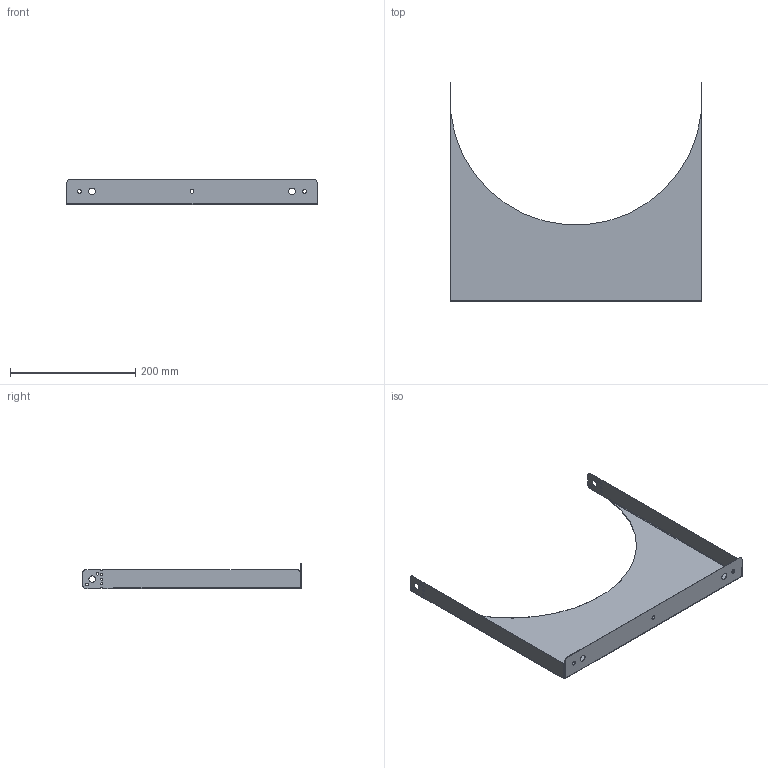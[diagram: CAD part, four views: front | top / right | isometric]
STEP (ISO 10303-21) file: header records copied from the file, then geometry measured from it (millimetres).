
FILE_DESCRIPTION((''),'2;1');
FILE_NAME('HKS-09.stp','2014-06-04T12:36:12',(''),(''),'Autodesk Inventor 2013','Autodesk Inventor 2013','');
FILE_SCHEMA(('AUTOMOTIVE_DESIGN { 1 2 10303 214 0 1 1 1 }'));
Length unit declared in the file: millimetre
Products named in the file (1): HKS-09
Bounding box: 402 x 348.4 x 40 mm (x, y, z)
Volume: 70806.9 mm3; surface area: 203902.8 mm2
Topology: 1 solids, 1 shells, 71 faces, 186 edges, 117 vertices
Faces by surface type: cylinder 36, plane 35
Full cylindrical faces by diameter (mm): 3.3 x6, 4.3 x4, 6.2 x3, 10.5 x4
Entity records: 2244 total; most frequent: DIRECTION 382, CARTESIAN_POINT 352, ORIENTED_EDGE 332, EDGE_CURVE 166, AXIS2_PLACEMENT_3D 144, EDGE_LOOP 122, VERTEX_POINT 114, VECTOR 94
